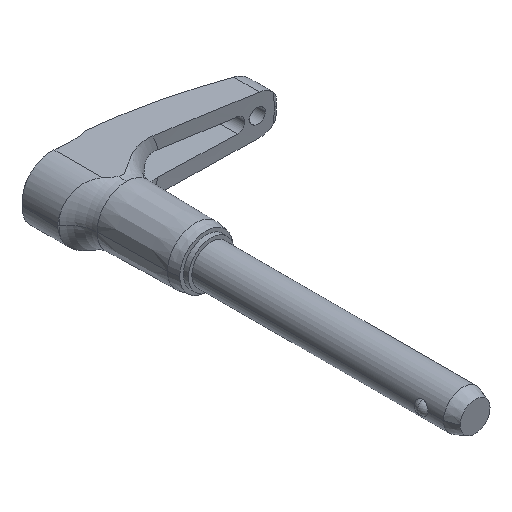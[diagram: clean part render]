
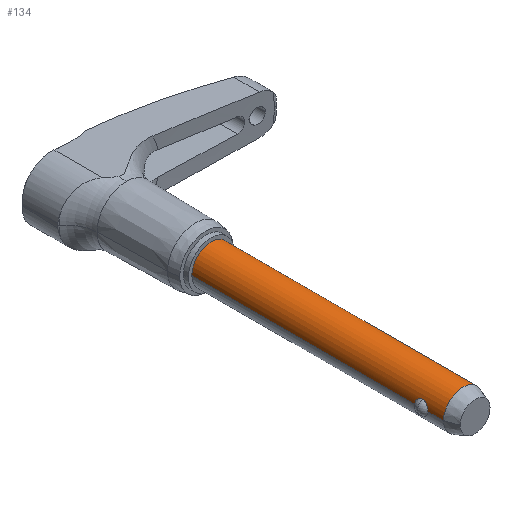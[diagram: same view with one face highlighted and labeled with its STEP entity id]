
A CAD part, isometric view. The second image highlights one B-rep face of the part: STEP entity #134.
In plain terms, the highlighted cylindrical face has radius 3.969 mm (diameter 7.938 mm), a partial arc.
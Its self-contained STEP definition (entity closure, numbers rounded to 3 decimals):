
#134=ADVANCED_FACE('',(#297),#298,.T.);
#297=FACE_OUTER_BOUND('',#489,.T.);
#298=CYLINDRICAL_SURFACE('',#490,3.969);
#489=EDGE_LOOP('',(#819,#820,#821,#822,#823,#824,#825,#826,#827,#828));
#490=AXIS2_PLACEMENT_3D('',#829,#830,#831);
#819=ORIENTED_EDGE('',*,*,#1162,.T.);
#820=ORIENTED_EDGE('',*,*,#1266,.T.);
#821=ORIENTED_EDGE('',*,*,#1213,.T.);
#822=ORIENTED_EDGE('',*,*,#1169,.T.);
#823=ORIENTED_EDGE('',*,*,#1267,.F.);
#824=ORIENTED_EDGE('',*,*,#1167,.T.);
#825=ORIENTED_EDGE('',*,*,#1179,.T.);
#826=ORIENTED_EDGE('',*,*,#1251,.T.);
#827=ORIENTED_EDGE('',*,*,#1164,.T.);
#828=ORIENTED_EDGE('',*,*,#1268,.T.);
#829=CARTESIAN_POINT('',(0.0,-27.051,0.0));
#830=DIRECTION('',(-0.0,1.0,0.0));
#831=DIRECTION('',(1.0,0.0,0.0));
#1162=EDGE_CURVE('',#1388,#1389,#1390,.T.);
#1164=EDGE_CURVE('',#1393,#1391,#1394,.T.);
#1167=EDGE_CURVE('',#1399,#1397,#1400,.T.);
#1169=EDGE_CURVE('',#1403,#1401,#1404,.T.);
#1179=EDGE_CURVE('',#1397,#1418,#1420,.T.);
#1213=EDGE_CURVE('',#1474,#1403,#1476,.T.);
#1251=EDGE_CURVE('',#1418,#1393,#1533,.T.);
#1266=EDGE_CURVE('',#1389,#1474,#1554,.T.);
#1267=EDGE_CURVE('',#1399,#1401,#1555,.T.);
#1268=EDGE_CURVE('',#1391,#1388,#1556,.T.);
#1388=VERTEX_POINT('',#1720);
#1389=VERTEX_POINT('',#1721);
#1390=LINE('',#1722,#1723);
#1391=VERTEX_POINT('',#1724);
#1393=VERTEX_POINT('',#1726);
#1394=LINE('',#1727,#1728);
#1397=VERTEX_POINT('',#1744);
#1399=VERTEX_POINT('',#1759);
#1400=LINE('',#1760,#1761);
#1401=VERTEX_POINT('',#1762);
#1403=VERTEX_POINT('',#1764);
#1404=LINE('',#1765,#1766);
#1418=VERTEX_POINT('',#1808);
#1420=B_SPLINE_CURVE_WITH_KNOTS('',3,(#1810,#1811,#1812,#1813,#1814,#1815,#1816,#1817,#1818,#1819,#1820,#1821,#1822,#1823),.UNSPECIFIED.,.F.,.F.,(4,2,2,2,2,2,4),(6.251,6.62,6.989,7.207,7.425,7.88,8.335),.UNSPECIFIED.);
#1474=VERTEX_POINT('',#2002);
#1476=B_SPLINE_CURVE_WITH_KNOTS('',3,(#2004,#2005,#2006,#2007,#2008,#2009,#2010,#2011,#2012,#2013,#2014,#2015,#2016,#2017),.UNSPECIFIED.,.F.,.F.,(4,2,2,2,2,2,4),(4.167,4.622,5.077,5.295,5.513,5.882,6.251),.UNSPECIFIED.);
#1533=B_SPLINE_CURVE_WITH_KNOTS('',3,(#2251,#2252,#2253,#2254,#2255,#2256,#2257,#2258,#2259,#2260,#2261,#2262,#2263,#2264),.UNSPECIFIED.,.F.,.F.,(4,2,2,2,2,2,4),(0.0,0.455,0.91,1.128,1.345,1.715,2.084),.UNSPECIFIED.);
#1554=B_SPLINE_CURVE_WITH_KNOTS('',3,(#2379,#2380,#2381,#2382,#2383,#2384,#2385,#2386,#2387,#2388,#2389,#2390,#2391,#2392),.UNSPECIFIED.,.F.,.F.,(4,2,2,2,2,2,4),(2.084,2.453,2.822,3.04,3.257,3.712,4.167),.UNSPECIFIED.);
#1555=CIRCLE('',#2393,3.969);
#1556=CIRCLE('',#2394,3.969);
#1720=CARTESIAN_POINT('',(3.969,-51.587,0.0));
#1721=CARTESIAN_POINT('',(3.969,-48.367,0.));
#1722=CARTESIAN_POINT('',(3.969,-27.051,0.));
#1723=VECTOR('',#2991,1.0);
#1724=CARTESIAN_POINT('',(-3.969,-51.587,0.));
#1726=CARTESIAN_POINT('',(-3.969,-48.367,0.));
#1727=CARTESIAN_POINT('',(-3.969,-27.051,0.));
#1728=VECTOR('',#2995,1.0);
#1744=CARTESIAN_POINT('',(-3.969,-45.72,0.));
#1759=CARTESIAN_POINT('',(-3.969,0.0,0.));
#1760=CARTESIAN_POINT('',(-3.969,-27.051,0.));
#1761=VECTOR('',#2996,1.0);
#1762=CARTESIAN_POINT('',(3.969,0.0,0.0));
#1764=CARTESIAN_POINT('',(3.969,-45.72,0.));
#1765=CARTESIAN_POINT('',(3.969,-27.051,0.));
#1766=VECTOR('',#3000,1.0);
#1808=CARTESIAN_POINT('',(-3.7,-47.043,1.435));
#1810=CARTESIAN_POINT('',(-3.969,-45.72,0.));
#1811=CARTESIAN_POINT('',(-3.969,-45.72,0.123));
#1812=CARTESIAN_POINT('',(-3.963,-45.735,0.257));
#1813=CARTESIAN_POINT('',(-3.937,-45.799,0.514));
#1814=CARTESIAN_POINT('',(-3.919,-45.848,0.638));
#1815=CARTESIAN_POINT('',(-3.886,-45.941,0.807));
#1816=CARTESIAN_POINT('',(-3.872,-45.984,0.873));
#1817=CARTESIAN_POINT('',(-3.842,-46.08,0.996));
#1818=CARTESIAN_POINT('',(-3.827,-46.133,1.053));
#1819=CARTESIAN_POINT('',(-3.784,-46.296,1.201));
#1820=CARTESIAN_POINT('',(-3.754,-46.432,1.289));
#1821=CARTESIAN_POINT('',(-3.712,-46.73,1.406));
#1822=CARTESIAN_POINT('',(-3.7,-46.892,1.435));
#1823=CARTESIAN_POINT('',(-3.7,-47.043,1.435));
#2002=CARTESIAN_POINT('',(3.7,-47.043,1.435));
#2004=CARTESIAN_POINT('',(3.7,-47.043,1.435));
#2005=CARTESIAN_POINT('',(3.7,-46.892,1.435));
#2006=CARTESIAN_POINT('',(3.712,-46.73,1.406));
#2007=CARTESIAN_POINT('',(3.754,-46.432,1.289));
#2008=CARTESIAN_POINT('',(3.784,-46.296,1.201));
#2009=CARTESIAN_POINT('',(3.827,-46.133,1.053));
#2010=CARTESIAN_POINT('',(3.842,-46.08,0.996));
#2011=CARTESIAN_POINT('',(3.872,-45.984,0.873));
#2012=CARTESIAN_POINT('',(3.886,-45.941,0.807));
#2013=CARTESIAN_POINT('',(3.919,-45.848,0.638));
#2014=CARTESIAN_POINT('',(3.937,-45.799,0.514));
#2015=CARTESIAN_POINT('',(3.963,-45.735,0.257));
#2016=CARTESIAN_POINT('',(3.969,-45.72,0.123));
#2017=CARTESIAN_POINT('',(3.969,-45.72,0.));
#2251=CARTESIAN_POINT('',(-3.7,-47.043,1.435));
#2252=CARTESIAN_POINT('',(-3.7,-47.195,1.435));
#2253=CARTESIAN_POINT('',(-3.712,-47.356,1.406));
#2254=CARTESIAN_POINT('',(-3.754,-47.654,1.289));
#2255=CARTESIAN_POINT('',(-3.784,-47.791,1.201));
#2256=CARTESIAN_POINT('',(-3.827,-47.954,1.053));
#2257=CARTESIAN_POINT('',(-3.842,-48.007,0.996));
#2258=CARTESIAN_POINT('',(-3.872,-48.103,0.873));
#2259=CARTESIAN_POINT('',(-3.886,-48.146,0.807));
#2260=CARTESIAN_POINT('',(-3.919,-48.238,0.638));
#2261=CARTESIAN_POINT('',(-3.937,-48.288,0.514));
#2262=CARTESIAN_POINT('',(-3.963,-48.352,0.257));
#2263=CARTESIAN_POINT('',(-3.969,-48.367,0.123));
#2264=CARTESIAN_POINT('',(-3.969,-48.367,0.));
#2379=CARTESIAN_POINT('',(3.969,-48.367,0.0));
#2380=CARTESIAN_POINT('',(3.969,-48.367,0.123));
#2381=CARTESIAN_POINT('',(3.963,-48.352,0.257));
#2382=CARTESIAN_POINT('',(3.937,-48.288,0.514));
#2383=CARTESIAN_POINT('',(3.919,-48.238,0.638));
#2384=CARTESIAN_POINT('',(3.886,-48.146,0.807));
#2385=CARTESIAN_POINT('',(3.872,-48.103,0.873));
#2386=CARTESIAN_POINT('',(3.842,-48.007,0.996));
#2387=CARTESIAN_POINT('',(3.827,-47.954,1.053));
#2388=CARTESIAN_POINT('',(3.784,-47.791,1.201));
#2389=CARTESIAN_POINT('',(3.754,-47.654,1.289));
#2390=CARTESIAN_POINT('',(3.712,-47.356,1.406));
#2391=CARTESIAN_POINT('',(3.7,-47.195,1.435));
#2392=CARTESIAN_POINT('',(3.7,-47.043,1.435));
#2393=AXIS2_PLACEMENT_3D('',#3123,#3124,#3125);
#2394=AXIS2_PLACEMENT_3D('',#3126,#3127,#3128);
#2991=DIRECTION('',(0.0,1.0,0.0));
#2995=DIRECTION('',(-0.0,-1.0,-0.0));
#2996=DIRECTION('',(-0.0,-1.0,-0.0));
#3000=DIRECTION('',(0.0,1.0,0.0));
#3123=CARTESIAN_POINT('',(0.0,0.0,0.0));
#3124=DIRECTION('',(-0.0,1.0,0.0));
#3125=DIRECTION('',(1.0,0.0,0.0));
#3126=CARTESIAN_POINT('',(0.0,-51.587,0.0));
#3127=DIRECTION('',(0.,1.0,0.0));
#3128=DIRECTION('',(1.0,0.,0.0));
